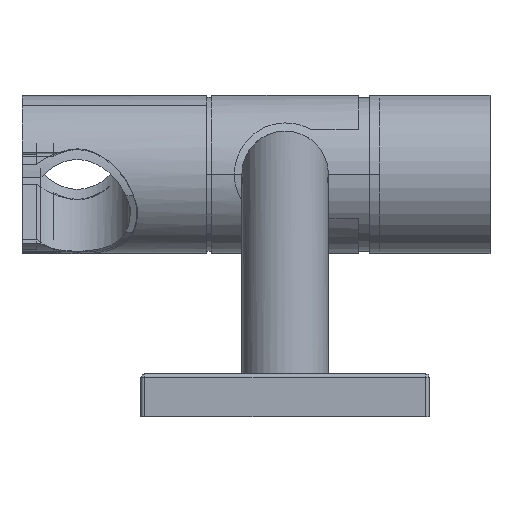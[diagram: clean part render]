
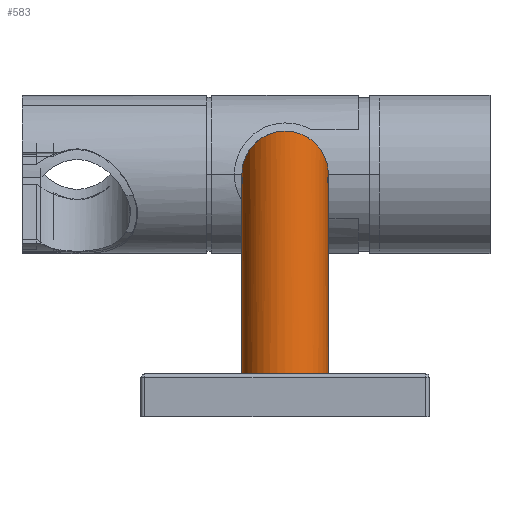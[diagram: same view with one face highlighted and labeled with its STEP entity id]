
A CAD part, front view. The second image highlights one B-rep face of the part: STEP entity #583.
In plain terms, the highlighted cylindrical face has radius 9 mm (diameter 18 mm), a partial arc.
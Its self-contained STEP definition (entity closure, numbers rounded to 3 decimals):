
#169 = CARTESIAN_POINT ( 'NONE',  ( -9., -400., 0. ) ) ;
#180 = DIRECTION ( 'NONE',  ( 0., 0., -1. ) ) ;
#257 = DIRECTION ( 'NONE',  ( 0., 0., -1. ) ) ;
#273 = CARTESIAN_POINT ( 'NONE',  ( 9., -400., 0. ) ) ;
#314 = EDGE_CURVE ( 'NONE', #2917, #2357, #2951, .T. ) ;
#331 = VERTEX_POINT ( 'NONE', #3005 ) ;
#480 = EDGE_LOOP ( 'NONE', ( #3001, #2780, #1240, #1900, #1080 ) ) ;
#583 = ADVANCED_FACE ( 'NONE', ( #2136 ), #2083, .T. ) ;
#777 = CARTESIAN_POINT ( 'NONE',  ( 9., -405.272, 5.272 ) ) ;
#778 = CARTESIAN_POINT ( 'NONE',  ( 5.272, -409., 9. ) ) ;
#835 =( BOUNDED_CURVE ( )  B_SPLINE_CURVE ( 3, ( #2025, #2030, #2018, #2052 ),
 .UNSPECIFIED., .F., .F. ) 
 B_SPLINE_CURVE_WITH_KNOTS ( ( 4, 4 ),
 ( 4.712, 6.283 ),
 .UNSPECIFIED. ) 
 CURVE ( )  GEOMETRIC_REPRESENTATION_ITEM ( )  RATIONAL_B_SPLINE_CURVE ( ( 1., 0.805, 0.805, 1. ) ) 
 REPRESENTATION_ITEM ( '' )  );
#1011 = CARTESIAN_POINT ( 'NONE',  ( 9., -400., 0. ) ) ;
#1080 = ORIENTED_EDGE ( 'NONE', *, *, #3986, .F. ) ;
#1205 = DIRECTION ( 'NONE',  ( 0., 0., -1. ) ) ;
#1240 = ORIENTED_EDGE ( 'NONE', *, *, #3966, .F. ) ;
#1418 = CARTESIAN_POINT ( 'NONE',  ( 0., -400., 0. ) ) ;
#1420 = CARTESIAN_POINT ( 'NONE',  ( 9., -400., -48. ) ) ;
#1544 = DIRECTION ( 'NONE',  ( -1., 0., 0. ) ) ;
#1775 = DIRECTION ( 'NONE',  ( 0., 0., -1. ) ) ;
#1786 = CARTESIAN_POINT ( 'NONE',  ( 0., -400., -48. ) ) ;
#1833 = DIRECTION ( 'NONE',  ( -1., 0., 0. ) ) ;
#1900 = ORIENTED_EDGE ( 'NONE', *, *, #3932, .T. ) ;
#1989 = VERTEX_POINT ( 'NONE', #3782 ) ;
#2018 = CARTESIAN_POINT ( 'NONE',  ( -5.272, -409., 9. ) ) ;
#2025 = CARTESIAN_POINT ( 'NONE',  ( -9., -400., 0. ) ) ;
#2026 = CARTESIAN_POINT ( 'NONE',  ( 0., -409., 9. ) ) ;
#2030 = CARTESIAN_POINT ( 'NONE',  ( -9., -405.272, 5.272 ) ) ;
#2052 = CARTESIAN_POINT ( 'NONE',  ( 0., -409., 9. ) ) ;
#2083 = CYLINDRICAL_SURFACE ( 'NONE', #3793, 9. ) ;
#2136 = FACE_OUTER_BOUND ( 'NONE', #480, .T. ) ;
#2357 = VERTEX_POINT ( 'NONE', #1011 ) ;
#2453 = CARTESIAN_POINT ( 'NONE',  ( 0., -409., 9. ) ) ;
#2646 = AXIS2_PLACEMENT_3D ( 'NONE', #1786, #1775, #1833 ) ;
#2780 = ORIENTED_EDGE ( 'NONE', *, *, #314, .F. ) ;
#2917 = VERTEX_POINT ( 'NONE', #2026 ) ;
#2951 =( BOUNDED_CURVE ( )  B_SPLINE_CURVE ( 3, ( #2453, #778, #777, #3130 ),
 .UNSPECIFIED., .F., .T. ) 
 B_SPLINE_CURVE_WITH_KNOTS ( ( 4, 4 ),
 ( 0., 1.571 ),
 .UNSPECIFIED. ) 
 CURVE ( )  GEOMETRIC_REPRESENTATION_ITEM ( )  RATIONAL_B_SPLINE_CURVE ( ( 1., 0.805, 0.805, 1. ) ) 
 REPRESENTATION_ITEM ( '' )  );
#3001 = ORIENTED_EDGE ( 'NONE', *, *, #3882, .F. ) ;
#3005 = CARTESIAN_POINT ( 'NONE',  ( -9., -400., 0. ) ) ;
#3130 = CARTESIAN_POINT ( 'NONE',  ( 9., -400., 0. ) ) ;
#3441 = CIRCLE ( 'NONE', #2646, 9. ) ;
#3490 = VECTOR ( 'NONE', #180, 1000. ) ;
#3647 = LINE ( 'NONE', #273, #4138 ) ;
#3782 = CARTESIAN_POINT ( 'NONE',  ( -9., -400., -48. ) ) ;
#3793 = AXIS2_PLACEMENT_3D ( 'NONE', #1418, #1205, #1544 ) ;
#3810 = LINE ( 'NONE', #169, #3490 ) ;
#3882 = EDGE_CURVE ( 'NONE', #2357, #4068, #3647, .T. ) ;
#3932 = EDGE_CURVE ( 'NONE', #331, #1989, #3810, .T. ) ;
#3966 = EDGE_CURVE ( 'NONE', #331, #2917, #835, .T. ) ;
#3986 = EDGE_CURVE ( 'NONE', #4068, #1989, #3441, .T. ) ;
#4068 = VERTEX_POINT ( 'NONE', #1420 ) ;
#4138 = VECTOR ( 'NONE', #257, 1000. ) ;
